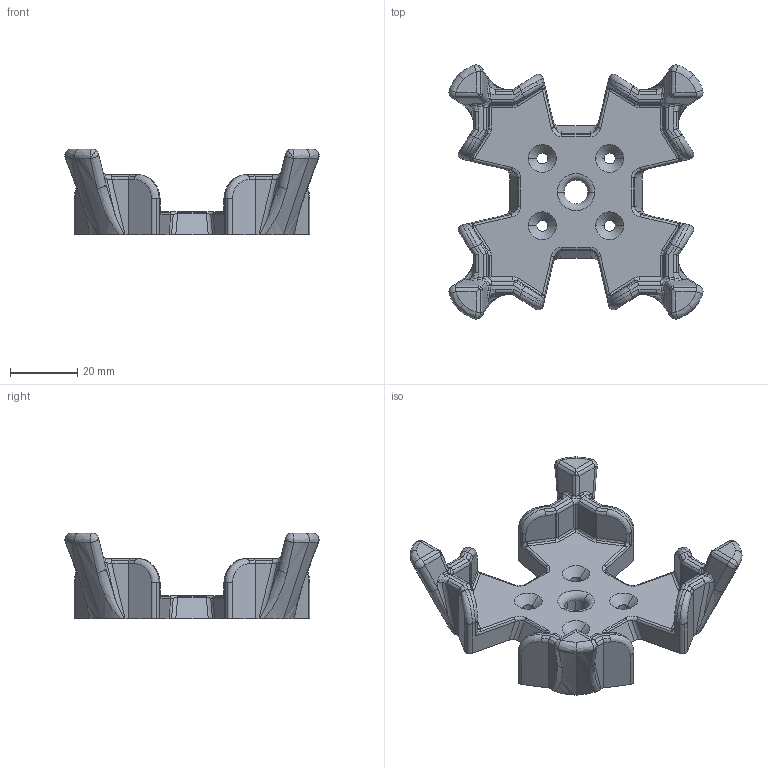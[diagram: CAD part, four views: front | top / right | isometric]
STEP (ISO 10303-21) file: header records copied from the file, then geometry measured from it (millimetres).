
FILE_DESCRIPTION(('STEP AP214'),'1');
FILE_NAME('Cube_holder_pocket..stp','2024-01-30T08:34:56',(' '),(' '),'Spatial InterOp 3D',' ',' ');
FILE_SCHEMA(('AUTOMOTIVE_DESIGN { 1 0 10303 214 1 1 1 1 }'));
Length unit declared in the file: metre
Products named in the file (1): Cube_holder_pocket
Bounding box: 75.83 x 75.86 x 25.65 mm (x, y, z)
Volume: 32136.5 mm3; surface area: 13802.5 mm2
Topology: 1 solids, 1 shells, 484 faces, 1237 edges, 723 vertices
Faces by surface type: cylinder 276, bspline 108, plane 66, torus 14, sphere 12, cone 8
Entity records: 43295 total; most frequent: CARTESIAN_POINT 32013, ORIENTED_EDGE 2410, DIRECTION 2352, EDGE_CURVE 1205, AXIS2_PLACEMENT_3D 950, VERTEX_POINT 723, EDGE_LOOP 494, ADVANCED_FACE 484
